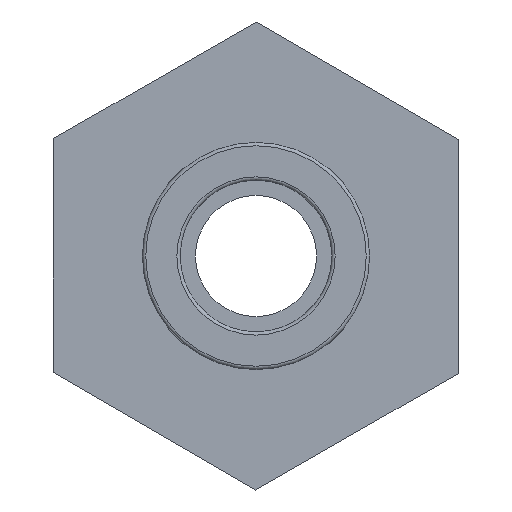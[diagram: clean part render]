
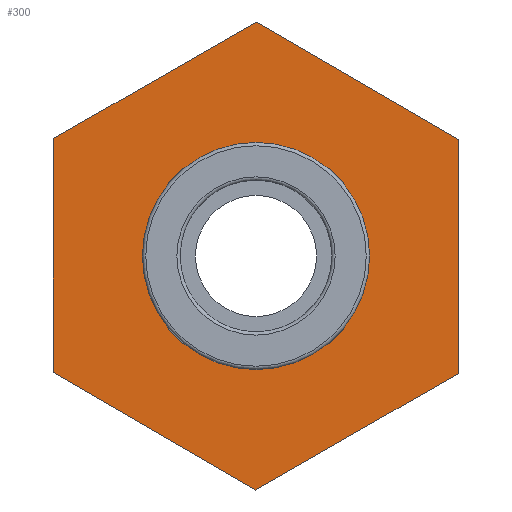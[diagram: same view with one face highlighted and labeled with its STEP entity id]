
A CAD part, left-side view. The second image highlights one B-rep face of the part: STEP entity #300.
In plain terms, the highlighted planar face has unit normal (-1, 0, 0).
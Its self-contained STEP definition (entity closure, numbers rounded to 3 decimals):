
#15=LINE('',#466,#33);
#19=LINE('',#474,#37);
#22=LINE('',#480,#40);
#25=LINE('',#487,#43);
#29=LINE('',#494,#47);
#31=LINE('',#497,#49);
#33=VECTOR('',#386,23.094);
#37=VECTOR('',#392,23.094);
#40=VECTOR('',#397,23.094);
#43=VECTOR('',#402,23.094);
#47=VECTOR('',#408,23.094);
#49=VECTOR('',#412,23.094);
#67=PLANE('',#337);
#82=FACE_BOUND('',#139,.T.);
#103=FACE_OUTER_BOUND('',#138,.T.);
#138=EDGE_LOOP('',(#269,#270,#271,#272,#273,#274));
#139=EDGE_LOOP('',(#275));
#151=CIRCLE('',#324,11.213);
#165=VERTEX_POINT('',#461);
#166=VERTEX_POINT('',#464);
#167=VERTEX_POINT('',#465);
#170=VERTEX_POINT('',#473);
#172=VERTEX_POINT('',#479);
#174=VERTEX_POINT('',#485);
#175=VERTEX_POINT('',#486);
#191=EDGE_CURVE('',#165,#165,#151,.T.);
#192=EDGE_CURVE('',#166,#167,#15,.T.);
#196=EDGE_CURVE('',#167,#170,#19,.T.);
#199=EDGE_CURVE('',#170,#172,#22,.T.);
#202=EDGE_CURVE('',#174,#175,#25,.T.);
#206=EDGE_CURVE('',#175,#166,#29,.T.);
#208=EDGE_CURVE('',#172,#174,#31,.T.);
#269=ORIENTED_EDGE('',*,*,#206,.F.);
#270=ORIENTED_EDGE('',*,*,#202,.F.);
#271=ORIENTED_EDGE('',*,*,#208,.F.);
#272=ORIENTED_EDGE('',*,*,#199,.F.);
#273=ORIENTED_EDGE('',*,*,#196,.F.);
#274=ORIENTED_EDGE('',*,*,#192,.F.);
#275=ORIENTED_EDGE('',*,*,#191,.F.);
#300=ADVANCED_FACE('',(#103,#82),#67,.T.);
#324=AXIS2_PLACEMENT_3D('',#462,#382,#383);
#337=AXIS2_PLACEMENT_3D('',#507,#426,#427);
#382=DIRECTION('center_axis',(-1.,0.,0.));
#383=DIRECTION('ref_axis',(0.,0.,1.));
#386=DIRECTION('',(0.,0.003,-1.));
#392=DIRECTION('',(0.,0.868,-0.497));
#397=DIRECTION('',(0.,0.865,0.503));
#402=DIRECTION('',(0.,-0.868,0.497));
#408=DIRECTION('',(0.,-0.865,-0.503));
#412=DIRECTION('',(0.,-0.003,1.));
#426=DIRECTION('center_axis',(-1.,0.,0.));
#427=DIRECTION('ref_axis',(0.,0.,1.));
#461=CARTESIAN_POINT('',(-0.5,-11.213,0.));
#462=CARTESIAN_POINT('Origin',(-0.5,0.,0.));
#464=CARTESIAN_POINT('',(-0.5,-20.034,11.488));
#465=CARTESIAN_POINT('',(-0.5,-19.966,-11.606));
#466=CARTESIAN_POINT('',(-0.5,-19.983,-5.833));
#473=CARTESIAN_POINT('',(-0.5,0.068,-23.094));
#474=CARTESIAN_POINT('',(-0.5,-4.94,-20.222));
#479=CARTESIAN_POINT('',(-0.5,20.034,-11.488));
#480=CARTESIAN_POINT('',(-0.5,15.043,-14.389));
#485=CARTESIAN_POINT('',(-0.5,19.966,11.606));
#486=CARTESIAN_POINT('',(-0.5,-0.068,23.094));
#487=CARTESIAN_POINT('',(-0.5,4.94,20.222));
#494=CARTESIAN_POINT('',(-0.5,-15.043,14.389));
#497=CARTESIAN_POINT('',(-0.5,20.,0.059));
#507=CARTESIAN_POINT('Origin',(-0.5,-11.213,0.));
